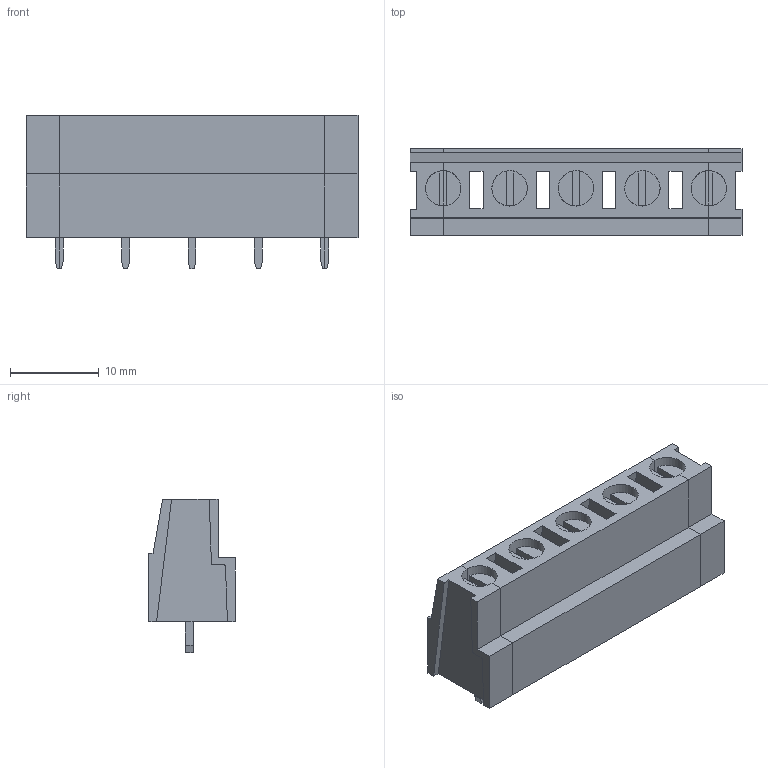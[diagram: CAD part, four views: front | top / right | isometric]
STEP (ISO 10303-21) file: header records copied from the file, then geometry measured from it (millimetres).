
FILE_DESCRIPTION( ( 'Unknown' ), '1' );
FILE_NAME( '691242910005.stp', 'Unknown', ( 'Unknown' ), ( 'Unknown' ), 'PSStep 17.0.49', 'Unknown', ' ' );
FILE_SCHEMA( ( 'AUTOMOTIVE_DESIGN { 1 0 10303 214 1 1 1 1 }' ) );
Length unit declared in the file: millimetre
Products named in the file (4): Assem1; CLA7_5_SX_PRT.PRT; CLA7_5_DX_PRT.PRT; CLA7_5_CNT_PRT.PRT
Assembly tree (3 placements, depth 2):
  Assem1
    CLA7_5_SX_PRT.PRT
    CLA7_5_DX_PRT.PRT
    CLA7_5_CNT_PRT.PRT
Bounding box: 37.5 x 9.8 x 17.3 mm (x, y, z)
Volume: 3343.5 mm3; surface area: 3683.3 mm2
Topology: 3 solids, 3 shells, 267 faces, 727 edges, 478 vertices
Faces by surface type: plane 248, cylinder 19
Full cylindrical faces by diameter (mm): 4 x3
Entity records: 10456 total; most frequent: CARTESIAN_POINT 1467, ORIENTED_EDGE 1442, DIRECTION 1318, EDGE_CURVE 721, LINE 666, VECTOR 666, VERTEX_POINT 475, AXIS2_PLACEMENT_3D 326
